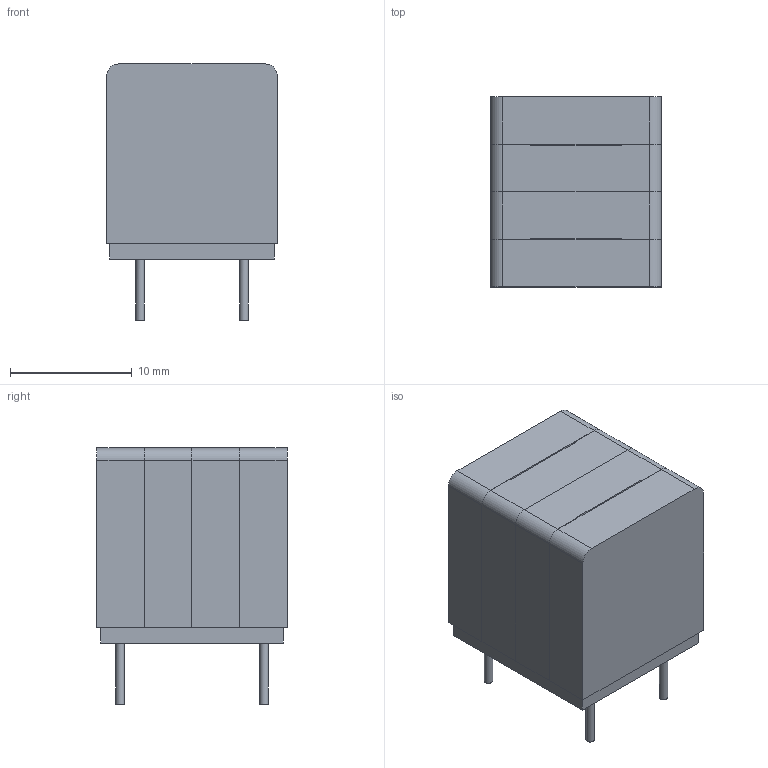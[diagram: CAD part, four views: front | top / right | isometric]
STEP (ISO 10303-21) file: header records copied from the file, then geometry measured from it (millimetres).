
FILE_DESCRIPTION(/* description */ ('Unknown'),/* implementation_level */ '2;1');
FILE_NAME(/* name */ 'L_Wurth_WE-HIDA-1415_Drill1.1mm',/* time_stamp */ '2025-06-04T13:54:59+08:00',/* author */ ('Unknown'),/* organization */ ('Unknown'),/* preprocessor_version */ 'ST-DEVELOPER v19.4',/* originating_system */ 'Solid Edge',/* authorisation */ 'Unknown');
FILE_SCHEMA (('AUTOMOTIVE_DESIGN {1 0 10303 214 3 1 1}'));
Length unit declared in the file: millimetre
Products named in the file (2): L_Wurth_WE-HIDA-1415_Drill1.1mm
Assembly tree (1 placements, depth 2):
  L_Wurth_WE-HIDA-1415_Drill1.1mm
    L_Wurth_WE-HIDA-1415_Drill1.1mm
Bounding box: 14 x 15.6 x 21 mm (x, y, z)
Volume: 2698 mm3; surface area: 4636 mm2
Topology: 7 solids, 7 shells, 176 faces, 531 edges, 356 vertices
Faces by surface type: plane 119, bspline 31, cylinder 26
Full cylindrical faces by diameter (mm): 0.7 x4, 0.8 x4, 0.9 x1, 7.3 x1, 7.35 x3
Entity records: 14039 total; most frequent: CARTESIAN_POINT 8704, ORIENTED_EDGE 994, DIRECTION 625, EDGE_CURVE 497, VERTEX_POINT 342, EDGE_LOOP 239, FACE_BOUND 239, AXIS2_PLACEMENT_3D 215
